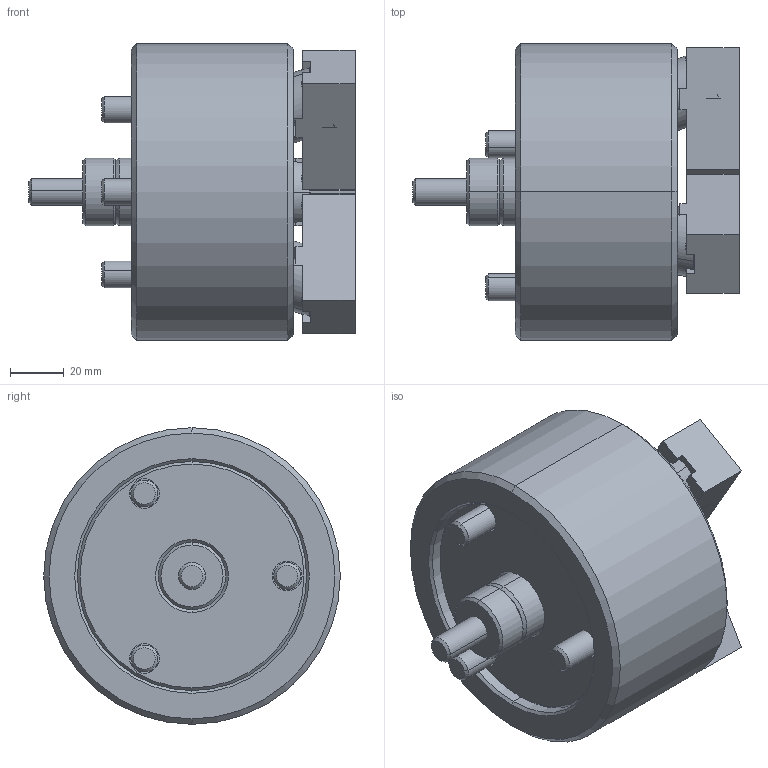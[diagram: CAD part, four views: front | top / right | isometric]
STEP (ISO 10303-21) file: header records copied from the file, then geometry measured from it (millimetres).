
FILE_DESCRIPTION (( 'STEP AP203' ), '1' );
FILE_NAME ('3D-04 外觀參考.STEP', '2017-08-16T08:39:47', ( 'temp' ), ( '' ), 'SwSTEP 2.0', 'SolidWorks 2016', '' );
FILE_SCHEMA (( 'CONFIG_CONTROL_DESIGN' ));
Length unit declared in the file: millimetre
Products named in the file (11): 3D-04-08000; 3D-04-02000; 圓頭內六角螺栓_M10x60; 3D-04-03000; 圓頭內六角螺栓_M10x20; 3D-04-04000; 3D-04 外觀參考; 3D-04-05000; 3D-04-06000; 3D-04-07000; 3D-04-01000
Assembly tree (18 placements, depth 2):
  3D-04 外觀參考
    3D-04-01000
    3D-04-02000
    3D-04-03000  x3
    3D-04-04000
    3D-04-05000
    3D-04-06000
    3D-04-07000  x3
    3D-04-08000
    圓頭內六角螺栓_M10x60  x3
    圓頭內六角螺栓_M10x20  x3
Bounding box: 121 x 110 x 110 mm (x, y, z)
Volume: 577992.4 mm3; surface area: 131414.7 mm2
Topology: 18 solids, 18 shells, 517 faces, 1272 edges, 794 vertices
Faces by surface type: plane 298, cylinder 121, cone 94, torus 4
Entity records: 9480 total; most frequent: CARTESIAN_POINT 1613, DIRECTION 1427, ORIENTED_EDGE 1296, EDGE_CURVE 648, AXIS2_PLACEMENT_3D 536, VERTEX_POINT 408, VECTOR 355, LINE 355
